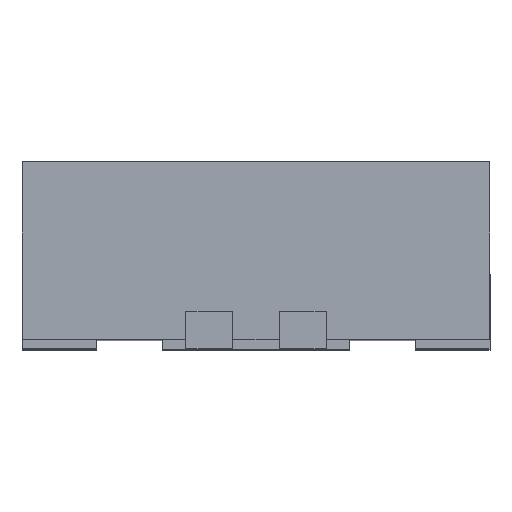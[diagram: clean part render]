
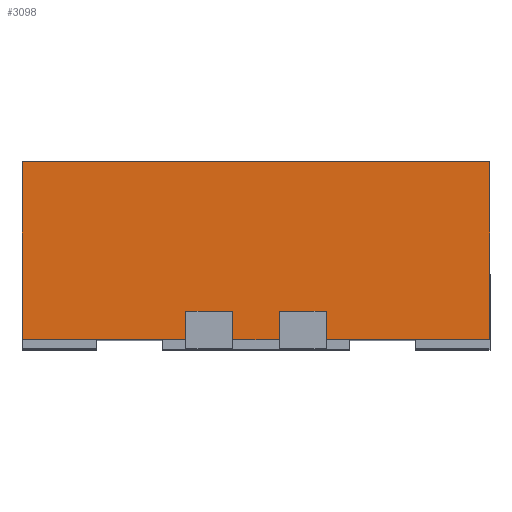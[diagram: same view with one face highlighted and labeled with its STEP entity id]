
A CAD part, top view. The second image highlights one B-rep face of the part: STEP entity #3098.
In plain terms, the highlighted planar face has unit normal (0, 0, 1).
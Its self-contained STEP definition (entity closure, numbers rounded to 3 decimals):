
#21 = CARTESIAN_POINT ( 'NONE',  ( 1.25, 7.148, 2.25 ) ) ;
#214 = CARTESIAN_POINT ( 'NONE',  ( 1.25, 0.05, 2.25 ) ) ;
#251 = CARTESIAN_POINT ( 'NONE',  ( 0.125, 0.05, 2.25 ) ) ;
#301 = EDGE_CURVE ( 'NONE', #1113, #4941, #303, .T. ) ;
#303 = LINE ( 'NONE', #4012, #2534 ) ;
#364 = CARTESIAN_POINT ( 'NONE',  ( -1.25, 7.148, 2.25 ) ) ;
#520 = ORIENTED_EDGE ( 'NONE', *, *, #4686, .T. ) ;
#590 = EDGE_CURVE ( 'NONE', #1851, #5795, #4697, .T. ) ;
#618 = LINE ( 'NONE', #2785, #5742 ) ;
#740 = DIRECTION ( 'NONE',  ( 1., 0., 0. ) ) ;
#1082 = LINE ( 'NONE', #6026, #4022 ) ;
#1088 = VERTEX_POINT ( 'NONE', #4654 ) ;
#1089 = VERTEX_POINT ( 'NONE', #2225 ) ;
#1113 = VERTEX_POINT ( 'NONE', #2717 ) ;
#1129 = VECTOR ( 'NONE', #4952, 1000. ) ;
#1429 = CARTESIAN_POINT ( 'NONE',  ( -0.125, 0.05, 2.25 ) ) ;
#1469 = DIRECTION ( 'NONE',  ( 0., 0., -1. ) ) ;
#1471 = VERTEX_POINT ( 'NONE', #4108 ) ;
#1658 = CARTESIAN_POINT ( 'NONE',  ( -0.375, 0.2, 2.25 ) ) ;
#1773 = ORIENTED_EDGE ( 'NONE', *, *, #1837, .T. ) ;
#1801 = EDGE_LOOP ( 'NONE', ( #3875, #2759, #5354, #2860, #5004, #2906, #4401, #1773, #3608, #520, #2198, #3512 ) ) ;
#1837 = EDGE_CURVE ( 'NONE', #3262, #1113, #2435, .T. ) ;
#1851 = VERTEX_POINT ( 'NONE', #3401 ) ;
#1944 = VECTOR ( 'NONE', #3808, 1000. ) ;
#1990 = DIRECTION ( 'NONE',  ( 0., -1., 0. ) ) ;
#2091 = CARTESIAN_POINT ( 'NONE',  ( -0.375, 0.05, 2.25 ) ) ;
#2154 = EDGE_CURVE ( 'NONE', #1089, #1851, #4679, .T. ) ;
#2170 = VERTEX_POINT ( 'NONE', #4617 ) ;
#2198 = ORIENTED_EDGE ( 'NONE', *, *, #2858, .F. ) ;
#2225 = CARTESIAN_POINT ( 'NONE',  ( -1.25, 1., 2.25 ) ) ;
#2259 = DIRECTION ( 'NONE',  ( 0., -1., 0. ) ) ;
#2372 = VECTOR ( 'NONE', #2259, 1000. ) ;
#2435 = LINE ( 'NONE', #5940, #1129 ) ;
#2452 = DIRECTION ( 'NONE',  ( 1., 0., 0. ) ) ;
#2486 = PLANE ( 'NONE',  #4111 ) ;
#2534 = VECTOR ( 'NONE', #3990, 1000. ) ;
#2599 = CARTESIAN_POINT ( 'NONE',  ( 1.25, 0.05, 2.25 ) ) ;
#2717 = CARTESIAN_POINT ( 'NONE',  ( -0.125, 0.2, 2.25 ) ) ;
#2729 = VECTOR ( 'NONE', #5710, 1000. ) ;
#2759 = ORIENTED_EDGE ( 'NONE', *, *, #3292, .T. ) ;
#2785 = CARTESIAN_POINT ( 'NONE',  ( 0.375, 0.2, 2.25 ) ) ;
#2809 = FACE_OUTER_BOUND ( 'NONE', #1801, .T. ) ;
#2842 = EDGE_CURVE ( 'NONE', #1088, #4564, #5848, .T. ) ;
#2853 = LINE ( 'NONE', #364, #1944 ) ;
#2858 = EDGE_CURVE ( 'NONE', #1471, #3901, #4364, .T. ) ;
#2860 = ORIENTED_EDGE ( 'NONE', *, *, #2154, .F. ) ;
#2901 = VERTEX_POINT ( 'NONE', #3699 ) ;
#2906 = ORIENTED_EDGE ( 'NONE', *, *, #2842, .T. ) ;
#2940 = CARTESIAN_POINT ( 'NONE',  ( 1.25, 0.05, 2.25 ) ) ;
#3022 = VECTOR ( 'NONE', #4584, 1000. ) ;
#3098 = ADVANCED_FACE ( 'NONE', ( #2809 ), #2486, .F. ) ;
#3145 = DIRECTION ( 'NONE',  ( 1., 0., 0. ) ) ;
#3262 = VERTEX_POINT ( 'NONE', #1658 ) ;
#3292 = EDGE_CURVE ( 'NONE', #2901, #5795, #4286, .T. ) ;
#3401 = CARTESIAN_POINT ( 'NONE',  ( 1.25, 1., 2.25 ) ) ;
#3512 = ORIENTED_EDGE ( 'NONE', *, *, #5108, .T. ) ;
#3608 = ORIENTED_EDGE ( 'NONE', *, *, #301, .T. ) ;
#3699 = CARTESIAN_POINT ( 'NONE',  ( 0.375, 0.05, 2.25 ) ) ;
#3808 = DIRECTION ( 'NONE',  ( 0., -1., 0. ) ) ;
#3867 = VECTOR ( 'NONE', #3145, 1000. ) ;
#3875 = ORIENTED_EDGE ( 'NONE', *, *, #5819, .T. ) ;
#3889 = VECTOR ( 'NONE', #740, 1000. ) ;
#3901 = VERTEX_POINT ( 'NONE', #251 ) ;
#3984 = DIRECTION ( 'NONE',  ( -1., 0., 0. ) ) ;
#3990 = DIRECTION ( 'NONE',  ( 0., -1., 0. ) ) ;
#4012 = CARTESIAN_POINT ( 'NONE',  ( -0.125, 0.2, 2.25 ) ) ;
#4022 = VECTOR ( 'NONE', #1990, 1000. ) ;
#4108 = CARTESIAN_POINT ( 'NONE',  ( 0.125, 0.2, 2.25 ) ) ;
#4111 = AXIS2_PLACEMENT_3D ( 'NONE', #21, #1469, #3984 ) ;
#4202 = CARTESIAN_POINT ( 'NONE',  ( 0.125, 0.2, 2.25 ) ) ;
#4286 = LINE ( 'NONE', #2599, #3022 ) ;
#4358 = DIRECTION ( 'NONE',  ( 0., -1., 0. ) ) ;
#4364 = LINE ( 'NONE', #4202, #2729 ) ;
#4401 = ORIENTED_EDGE ( 'NONE', *, *, #5194, .F. ) ;
#4564 = VERTEX_POINT ( 'NONE', #2091 ) ;
#4584 = DIRECTION ( 'NONE',  ( 1., 0., 0. ) ) ;
#4617 = CARTESIAN_POINT ( 'NONE',  ( 0.375, 0.2, 2.25 ) ) ;
#4654 = CARTESIAN_POINT ( 'NONE',  ( -1.25, 0.05, 2.25 ) ) ;
#4679 = LINE ( 'NONE', #5672, #5857 ) ;
#4684 = CARTESIAN_POINT ( 'NONE',  ( 1.25, 7.148, 2.25 ) ) ;
#4686 = EDGE_CURVE ( 'NONE', #4941, #3901, #6308, .T. ) ;
#4697 = LINE ( 'NONE', #4684, #2372 ) ;
#4858 = EDGE_CURVE ( 'NONE', #1089, #1088, #2853, .T. ) ;
#4941 = VERTEX_POINT ( 'NONE', #1429 ) ;
#4952 = DIRECTION ( 'NONE',  ( 1., 0., 0. ) ) ;
#5004 = ORIENTED_EDGE ( 'NONE', *, *, #4858, .T. ) ;
#5085 = DIRECTION ( 'NONE',  ( 1., 0., 0. ) ) ;
#5108 = EDGE_CURVE ( 'NONE', #1471, #2170, #618, .T. ) ;
#5194 = EDGE_CURVE ( 'NONE', #3262, #4564, #1082, .T. ) ;
#5354 = ORIENTED_EDGE ( 'NONE', *, *, #590, .F. ) ;
#5587 = VECTOR ( 'NONE', #4358, 1000. ) ;
#5671 = CARTESIAN_POINT ( 'NONE',  ( 1.25, 0.05, 2.25 ) ) ;
#5672 = CARTESIAN_POINT ( 'NONE',  ( 1.25, 1., 2.25 ) ) ;
#5710 = DIRECTION ( 'NONE',  ( 0., -1., 0. ) ) ;
#5742 = VECTOR ( 'NONE', #2452, 1000. ) ;
#5795 = VERTEX_POINT ( 'NONE', #2940 ) ;
#5819 = EDGE_CURVE ( 'NONE', #2170, #2901, #6134, .T. ) ;
#5848 = LINE ( 'NONE', #214, #3889 ) ;
#5857 = VECTOR ( 'NONE', #5085, 1000. ) ;
#5940 = CARTESIAN_POINT ( 'NONE',  ( -0.125, 0.2, 2.25 ) ) ;
#6026 = CARTESIAN_POINT ( 'NONE',  ( -0.375, 0.2, 2.25 ) ) ;
#6134 = LINE ( 'NONE', #6380, #5587 ) ;
#6308 = LINE ( 'NONE', #5671, #3867 ) ;
#6380 = CARTESIAN_POINT ( 'NONE',  ( 0.375, 0.2, 2.25 ) ) ;
